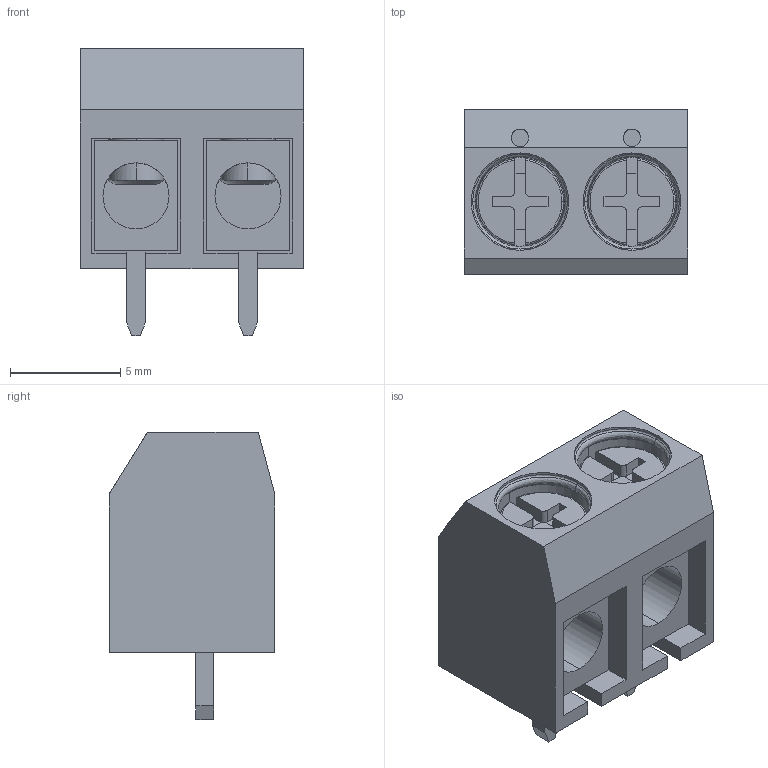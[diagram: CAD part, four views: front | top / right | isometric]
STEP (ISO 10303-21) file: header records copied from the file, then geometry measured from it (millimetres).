
FILE_DESCRIPTION(('FreeCAD Model'),'2;1');
FILE_NAME('Fusion.step','2017-05-09T22:23:46',( 'kicad StepUp'),('ksu MCAD'),'Open CASCADE STEP processor 6.8', 'FreeCAD','Unknown');
FILE_SCHEMA(('AUTOMOTIVE_DESIGN_CC2 { 1 2 10303 214 -1 1 5 4 }'));
Length unit declared in the file: millimetre
Products named in the file (2): ASSEMBLY; Fusion
Assembly tree (1 placements, depth 2):
  ASSEMBLY
    Fusion
Bounding box: 10.16 x 7.5 x 13.05 mm (x, y, z)
Volume: 564.2 mm3; surface area: 1187.7 mm2
Topology: 1 solids, 1 shells, 174 faces, 468 edges, 306 vertices
Faces by surface type: plane 104, cylinder 36, bspline 26, cone 8
Entity records: 7383 total; most frequent: CARTESIAN_POINT 1802, ORIENTED_EDGE 936, DIRECTION 880, EDGE_CURVE 468, VERTEX_POINT 306, AXIS2_PLACEMENT_3D 298, LINE 284, VECTOR 284
